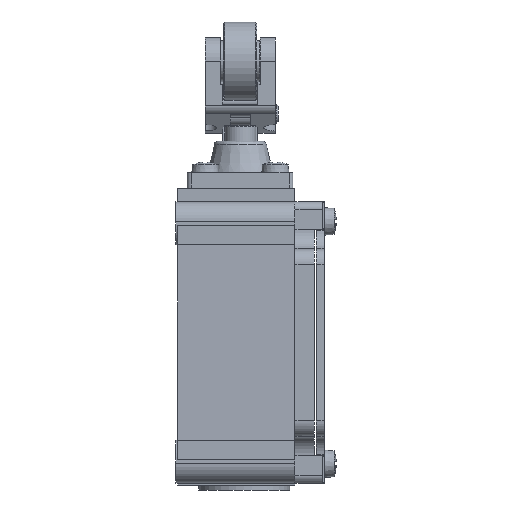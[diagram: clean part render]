
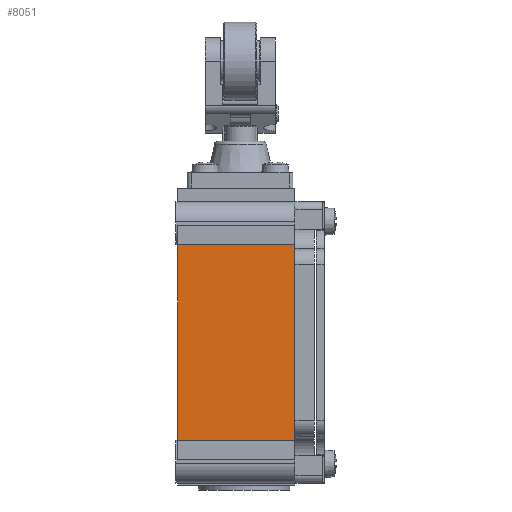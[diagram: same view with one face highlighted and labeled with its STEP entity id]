
A CAD part, left-side view. The second image highlights one B-rep face of the part: STEP entity #8051.
In plain terms, the highlighted planar face has unit normal (-1, -0.008, 0).
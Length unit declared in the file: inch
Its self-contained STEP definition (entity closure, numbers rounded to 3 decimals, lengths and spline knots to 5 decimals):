
#57 = VECTOR ( 'NONE', #14055, 39.37008 ) ;
#98 = VERTEX_POINT ( 'NONE', #9889 ) ;
#320 = EDGE_CURVE ( 'NONE', #6473, #12759, #7948, .T. ) ;
#357 = VERTEX_POINT ( 'NONE', #2609 ) ;
#1148 = CARTESIAN_POINT ( 'NONE',  ( -0.79724, 0.66929, 0.5 ) ) ;
#1172 = VECTOR ( 'NONE', #3947, 39.37008 ) ;
#1298 = ORIENTED_EDGE ( 'NONE', *, *, #2273, .T. ) ;
#1343 = DIRECTION ( 'NONE',  ( 0., 0., 1. ) ) ;
#1979 = DIRECTION ( 'NONE',  ( 0.008, -1., 0. ) ) ;
#2013 = DIRECTION ( 'NONE',  ( 0.008, -1., 0. ) ) ;
#2052 = PLANE ( 'NONE',  #12389 ) ;
#2273 = EDGE_CURVE ( 'NONE', #98, #2452, #12147, .T. ) ;
#2452 = VERTEX_POINT ( 'NONE', #8173 ) ;
#2609 = CARTESIAN_POINT ( 'NONE',  ( -0.7874, -0.51181, 2.4685 ) ) ;
#2710 = VECTOR ( 'NONE', #2712, 39.37008 ) ;
#2712 = DIRECTION ( 'NONE',  ( 0., 0., 1. ) ) ;
#2787 = CARTESIAN_POINT ( 'NONE',  ( -0.79724, 0.66929, 1.53874 ) ) ;
#3144 = FACE_OUTER_BOUND ( 'NONE', #5296, .T. ) ;
#3571 = ORIENTED_EDGE ( 'NONE', *, *, #7880, .T. ) ;
#3790 = CARTESIAN_POINT ( 'NONE',  ( -0.79724, 0.66929, 2.4685 ) ) ;
#3947 = DIRECTION ( 'NONE',  ( -0.008, 1., 0. ) ) ;
#3966 = LINE ( 'NONE', #2787, #13538 ) ;
#4072 = EDGE_CURVE ( 'NONE', #2452, #357, #13198, .T. ) ;
#4164 = VECTOR ( 'NONE', #2013, 39.37008 ) ;
#4481 = CARTESIAN_POINT ( 'NONE',  ( -0.79724, 0.66929, 2.4685 ) ) ;
#4680 = ORIENTED_EDGE ( 'NONE', *, *, #4072, .T. ) ;
#5296 = EDGE_LOOP ( 'NONE', ( #3571, #15043, #9143, #8420, #1298, #4680 ) ) ;
#5438 = VERTEX_POINT ( 'NONE', #4481 ) ;
#6473 = VERTEX_POINT ( 'NONE', #1148 ) ;
#6528 = LINE ( 'NONE', #3790, #1172 ) ;
#6599 = CARTESIAN_POINT ( 'NONE',  ( -0.79724, 0.66929, 1.48425 ) ) ;
#7550 = DIRECTION ( 'NONE',  ( 0., 0., -1. ) ) ;
#7880 = EDGE_CURVE ( 'NONE', #357, #5438, #6528, .T. ) ;
#7948 = LINE ( 'NONE', #12710, #4164 ) ;
#8051 = ADVANCED_FACE ( 'NONE', ( #3144 ), #2052, .T. ) ;
#8173 = CARTESIAN_POINT ( 'NONE',  ( -0.7874, -0.51181, 2.32645 ) ) ;
#8420 = ORIENTED_EDGE ( 'NONE', *, *, #14326, .T. ) ;
#9022 = CARTESIAN_POINT ( 'NONE',  ( -0.7874, -0.51181, 0.5 ) ) ;
#9143 = ORIENTED_EDGE ( 'NONE', *, *, #320, .T. ) ;
#9889 = CARTESIAN_POINT ( 'NONE',  ( -0.7874, -0.51181, 0.64205 ) ) ;
#11016 = CARTESIAN_POINT ( 'NONE',  ( -0.7874, -0.51181, 1.48425 ) ) ;
#11635 = LINE ( 'NONE', #13817, #57 ) ;
#12147 = LINE ( 'NONE', #13389, #2710 ) ;
#12389 = AXIS2_PLACEMENT_3D ( 'NONE', #6599, #12671, #1979 ) ;
#12671 = DIRECTION ( 'NONE',  ( -1., -0.008, 0. ) ) ;
#12710 = CARTESIAN_POINT ( 'NONE',  ( -0.79724, 0.66929, 0.5 ) ) ;
#12759 = VERTEX_POINT ( 'NONE', #9022 ) ;
#13198 = LINE ( 'NONE', #11016, #14170 ) ;
#13389 = CARTESIAN_POINT ( 'NONE',  ( -0.7874, -0.51181, 1.48425 ) ) ;
#13538 = VECTOR ( 'NONE', #7550, 39.37008 ) ;
#13817 = CARTESIAN_POINT ( 'NONE',  ( -0.7874, -0.51181, 1.48425 ) ) ;
#14055 = DIRECTION ( 'NONE',  ( 0., 0., 1. ) ) ;
#14170 = VECTOR ( 'NONE', #1343, 39.37008 ) ;
#14326 = EDGE_CURVE ( 'NONE', #12759, #98, #11635, .T. ) ;
#14880 = EDGE_CURVE ( 'NONE', #5438, #6473, #3966, .T. ) ;
#15043 = ORIENTED_EDGE ( 'NONE', *, *, #14880, .T. ) ;
